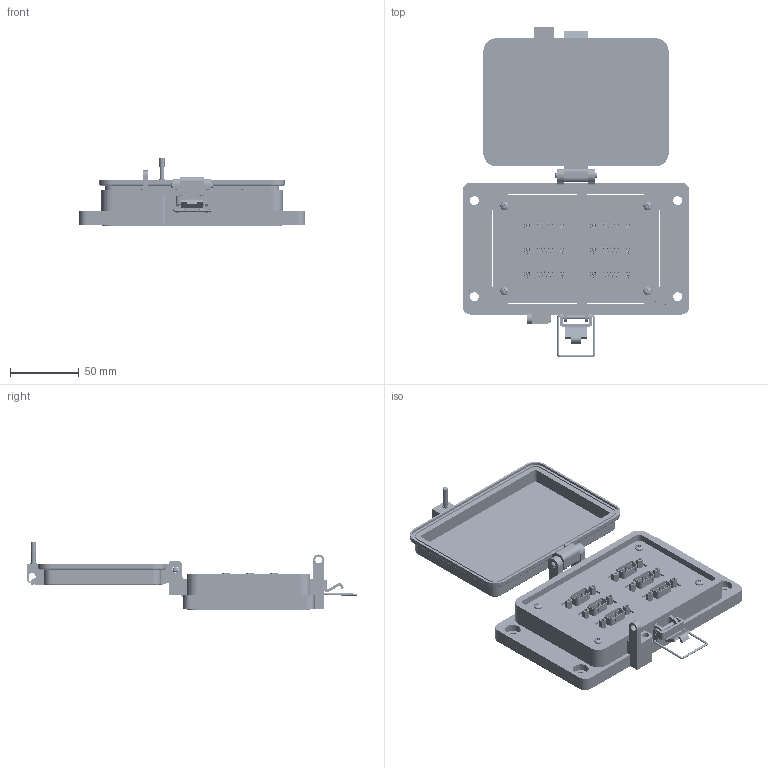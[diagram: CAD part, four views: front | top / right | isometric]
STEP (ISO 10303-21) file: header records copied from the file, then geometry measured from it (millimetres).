
FILE_DESCRIPTION (( 'STEP AP203' ), '1' );
FILE_NAME ('P-Q9#6-M3RX_3D.STEP', '2019-12-05T20:53:01', ( '' ), ( '' ), 'SwSTEP 2.0', 'SolidWorks 2019', '' );
FILE_SCHEMA (( 'CONFIG_CONTROL_DESIGN' ));
Length unit declared in the file: millimetre
Products named in the file (16): Z-000-4243316TFP; Q9; Z-BULK-DB9MF; 92005A124_METRIC PAN HEAD PHILLIPS MACHINE SCREW_92005A124; -M3; P-Q9#6-M3RX_FP060_1; Z-H-M3_B; P-Q9#6-M3RX_BP240_1; P-Q9#6-M3RX_3D; P-Q9#6-M3RX_TP060_1; Z-001-SPR3_16HX
Assembly tree (41 placements, depth 3):
  P-Q9#6-M3RX_3D
    P-Q9#6-M3RX_BP240_1
    P-Q9#6-M3RX_TP060_1
    Z-000-4243316TFP  x8
    Q9
      Z-BULK-DB9MF
      Z-001-SPR3_16HX  x2
    Q9
      Z-BULK-DB9MF
      Z-001-SPR3_16HX  x2
    Q9
      Z-BULK-DB9MF
      Z-001-SPR3_16HX  x2
    Q9
      Z-BULK-DB9MF
      Z-001-SPR3_16HX  x2
    Q9
      Z-BULK-DB9MF
      Z-001-SPR3_16HX  x2
    Q9
      Z-BULK-DB9MF
      Z-001-SPR3_16HX  x2
    P-Q9#6-M3RX_FP060_1
    -M3
      Z-H-M3_B
    92005A124_METRIC PAN HEAD PHILLIPS MACHINE SCREW_92005A124  x4
Bounding box: 164.96 x 240.59 x 50.04 mm (x, y, z)
Volume: 255119.9 mm3; surface area: 169535.4 mm2
Topology: 67 solids, 67 shells, 4795 faces, 12424 edges, 7935 vertices
Faces by surface type: cylinder 1832, plane 1759, bspline 632, cone 548, torus 16, sphere 8
Entity records: 53454 total; most frequent: CARTESIAN_POINT 17147, ORIENTED_EDGE 7574, DIRECTION 6406, EDGE_CURVE 3787, VERTEX_POINT 2474, AXIS2_PLACEMENT_3D 2177, LINE 2052, VECTOR 2052
